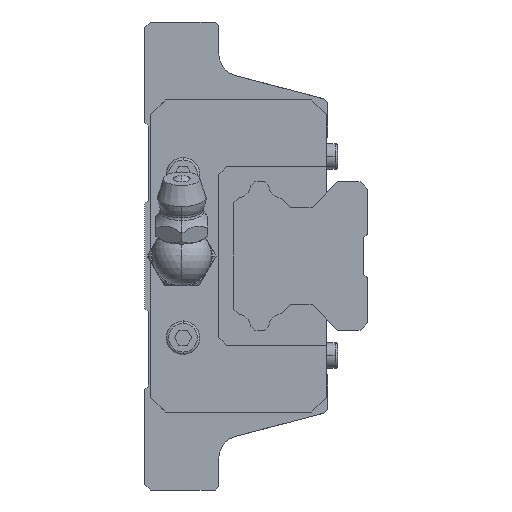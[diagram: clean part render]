
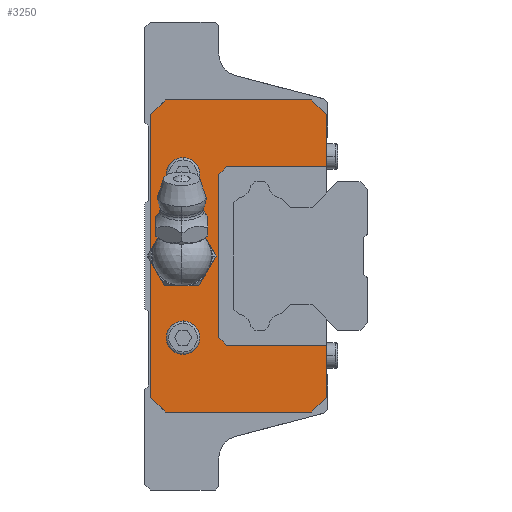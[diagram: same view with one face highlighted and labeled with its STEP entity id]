
A CAD part, left-side view. The second image highlights one B-rep face of the part: STEP entity #3250.
In plain terms, the highlighted planar face has unit normal (-1, 0, 0).
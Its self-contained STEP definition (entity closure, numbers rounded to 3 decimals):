
#1800 = VERTEX_POINT( '', #5265 );
#1864 = VERTEX_POINT( '', #5333 );
#1902 = VERTEX_POINT( '', #5377 );
#1950 = EDGE_CURVE( '', #2042, #3960, #5426, .T. );
#2014 = VERTEX_POINT( '', #5496 );
#2042 = VERTEX_POINT( '', #5525 );
#2124 = VERTEX_POINT( '', #5614 );
#2190 = EDGE_CURVE( '', #3648, #5088, #5692, .T. );
#2316 = EDGE_CURVE( '', #2014, #2680, #5833, .T. );
#2452 = EDGE_CURVE( '', #3254, #5006, #5986, .T. );
#2454 = VERTEX_POINT( '', #5988 );
#2600 = EDGE_CURVE( '', #3960, #4586, #6155, .T. );
#2680 = VERTEX_POINT( '', #6242 );
#2778 = EDGE_CURVE( '', #5006, #3588, #6351, .T. );
#3138 = EDGE_CURVE( '', #1902, #3254, #6748, .T. );
#3156 = EDGE_CURVE( '', #5008, #3552, #6767, .T. );
#3250 = ADVANCED_FACE( '', ( #6869, #6870, #6871, #6872 ), #6873, .F. );
#3254 = VERTEX_POINT( '', #6877 );
#3320 = EDGE_CURVE( '', #3496, #1864, #6949, .T. );
#3496 = VERTEX_POINT( '', #7142 );
#3552 = VERTEX_POINT( '', #7203 );
#3578 = EDGE_CURVE( '', #2680, #2014, #7232, .T. );
#3588 = VERTEX_POINT( '', #7243 );
#3596 = EDGE_CURVE( '', #2454, #1902, #7251, .T. );
#3648 = VERTEX_POINT( '', #7303 );
#3960 = VERTEX_POINT( '', #7648 );
#4028 = EDGE_CURVE( '', #4042, #4586, #7720, .T. );
#4042 = VERTEX_POINT( '', #7734 );
#4164 = EDGE_CURVE( '', #3588, #1800, #7868, .T. );
#4224 = VERTEX_POINT( '', #7931 );
#4344 = EDGE_CURVE( '', #2454, #3496, #8062, .T. );
#4446 = EDGE_CURVE( '', #5088, #4042, #8171, .T. );
#4492 = EDGE_CURVE( '', #1864, #2042, #8224, .T. );
#4586 = VERTEX_POINT( '', #8325 );
#4588 = EDGE_CURVE( '', #1800, #3648, #8327, .T. );
#4750 = EDGE_CURVE( '', #3552, #5008, #8508, .T. );
#4930 = EDGE_CURVE( '', #2124, #4224, #8708, .T. );
#5006 = VERTEX_POINT( '', #8789 );
#5008 = VERTEX_POINT( '', #8791 );
#5088 = VERTEX_POINT( '', #8881 );
#5174 = EDGE_CURVE( '', #4224, #2124, #8972, .T. );
#5265 = CARTESIAN_POINT( '', ( 17., 29.2, 19. ) );
#5333 = CARTESIAN_POINT( '', ( 17., 20., -11. ) );
#5377 = CARTESIAN_POINT( '', ( 17., 5.517, -19. ) );
#5426 = LINE( '', #9341, #9342 );
#5496 = CARTESIAN_POINT( '', ( 17., 28., 0. ) );
#5525 = CARTESIAN_POINT( '', ( 17., 20., 11. ) );
#5614 = CARTESIAN_POINT( '', ( 17., 27.067, -11. ) );
#5692 = LINE( '', #9712, #9713 );
#5833 = CIRCLE( '', #9924, 3. );
#5986 = LINE( '', #10129, #10130 );
#5988 = CARTESIAN_POINT( '', ( 17., 5.517, -12. ) );
#6155 = LINE( '', #10366, #10367 );
#6242 = CARTESIAN_POINT( '', ( 17., 22., 0. ) );
#6351 = LINE( '', #10635, #10636 );
#6748 = LINE( '', #11176, #11177 );
#6767 = CIRCLE( '', #11205, 2.25 );
#6869 = FACE_BOUND( '', #11348, .T. );
#6870 = FACE_BOUND( '', #11349, .T. );
#6871 = FACE_BOUND( '', #11350, .T. );
#6872 = FACE_OUTER_BOUND( '', #11351, .T. );
#6873 = PLANE( '', #11352 );
#6877 = CARTESIAN_POINT( '', ( 17., 7.517, -21. ) );
#6949 = LINE( '', #11453, #11454 );
#7142 = CARTESIAN_POINT( '', ( 17., 19., -12. ) );
#7203 = CARTESIAN_POINT( '', ( 17., 22.567, 11. ) );
#7232 = CIRCLE( '', #11898, 3. );
#7243 = CARTESIAN_POINT( '', ( 17., 29.2, -19. ) );
#7251 = LINE( '', #11927, #11928 );
#7303 = CARTESIAN_POINT( '', ( 17., 27.2, 21. ) );
#7648 = CARTESIAN_POINT( '', ( 17., 19., 12. ) );
#7720 = LINE( '', #12619, #12620 );
#7734 = CARTESIAN_POINT( '', ( 17., 5.517, 19. ) );
#7868 = LINE( '', #12839, #12840 );
#7931 = CARTESIAN_POINT( '', ( 17., 22.567, -11. ) );
#8062 = LINE( '', #13125, #13126 );
#8171 = LINE( '', #13293, #13294 );
#8224 = LINE( '', #13367, #13368 );
#8325 = CARTESIAN_POINT( '', ( 17., 5.517, 12. ) );
#8327 = LINE( '', #13523, #13524 );
#8508 = CIRCLE( '', #13813, 2.25 );
#8708 = CIRCLE( '', #14104, 2.25 );
#8789 = CARTESIAN_POINT( '', ( 17., 27.2, -21. ) );
#8791 = CARTESIAN_POINT( '', ( 17., 27.067, 11. ) );
#8881 = CARTESIAN_POINT( '', ( 17., 7.517, 21. ) );
#8972 = CIRCLE( '', #14524, 2.25 );
#9341 = CARTESIAN_POINT( '', ( 17., 18.75, 12.25 ) );
#9342 = VECTOR( '', #14751, 1. );
#9712 = CARTESIAN_POINT( '', ( 17., 5.859, 21. ) );
#9713 = VECTOR( '', #15063, 1. );
#9924 = AXIS2_PLACEMENT_3D( '', #15245, #15246, #15247 );
#10129 = CARTESIAN_POINT( '', ( 17., 15.6, -21. ) );
#10130 = VECTOR( '', #15442, 1. );
#10366 = CARTESIAN_POINT( '', ( 17., 11.5, 12. ) );
#10367 = VECTOR( '', #15699, 1. );
#10635 = CARTESIAN_POINT( '', ( 17., 27.65, -20.55 ) );
#10636 = VECTOR( '', #15928, 1. );
#11176 = CARTESIAN_POINT( '', ( 17., 0.388, -13.871 ) );
#11177 = VECTOR( '', #16384, 1. );
#11205 = AXIS2_PLACEMENT_3D( '', #16402, #16403, #16404 );
#11348 = EDGE_LOOP( '', ( #16506, #16507 ) );
#11349 = EDGE_LOOP( '', ( #16508, #16509 ) );
#11350 = EDGE_LOOP( '', ( #16510, #16511 ) );
#11351 = EDGE_LOOP( '', ( #16512, #16513, #16514, #16515, #16516, #16517, #16518, #16519, #16520, #16521, #16522, #16523, #16524, #16525 ) );
#11352 = AXIS2_PLACEMENT_3D( '', #16526, #16527, #16528 );
#11453 = CARTESIAN_POINT( '', ( 17., 18.25, -12.75 ) );
#11454 = VECTOR( '', #16615, 1. );
#11898 = AXIS2_PLACEMENT_3D( '', #16906, #16907, #16908 );
#11927 = CARTESIAN_POINT( '', ( 17., 5.517, 8. ) );
#11928 = VECTOR( '', #16926, 1. );
#12619 = CARTESIAN_POINT( '', ( 17., 5.517, 8. ) );
#12620 = VECTOR( '', #17409, 1. );
#12839 = CARTESIAN_POINT( '', ( 17., 29.2, 9.5 ) );
#12840 = VECTOR( '', #17549, 1. );
#13125 = CARTESIAN_POINT( '', ( 17., 4.759, -12. ) );
#13126 = VECTOR( '', #17773, 1. );
#13293 = CARTESIAN_POINT( '', ( 17., 1.388, 14.871 ) );
#13294 = VECTOR( '', #17875, 1. );
#13367 = CARTESIAN_POINT( '', ( 17., 20., -5.5 ) );
#13368 = VECTOR( '', #17943, 1. );
#13523 = CARTESIAN_POINT( '', ( 17., 26.65, 21.55 ) );
#13524 = VECTOR( '', #18051, 1. );
#13813 = AXIS2_PLACEMENT_3D( '', #18268, #18269, #18270 );
#14104 = AXIS2_PLACEMENT_3D( '', #18507, #18508, #18509 );
#14524 = AXIS2_PLACEMENT_3D( '', #18784, #18785, #18786 );
#14751 = DIRECTION( '', ( 0., -0.707, 0.707 ) );
#15063 = DIRECTION( '', ( 0., -1., 0. ) );
#15245 = CARTESIAN_POINT( '', ( 17., 25., 0. ) );
#15246 = DIRECTION( '', ( 1., 0., 0. ) );
#15247 = DIRECTION( '', ( 0., 1., 0. ) );
#15442 = DIRECTION( '', ( 0., 1., 0. ) );
#15699 = DIRECTION( '', ( 0., -1., 0. ) );
#15928 = DIRECTION( '', ( 0., 0.707, 0.707 ) );
#16384 = DIRECTION( '', ( 0., 0.707, -0.707 ) );
#16402 = CARTESIAN_POINT( '', ( 17., 24.817, 11. ) );
#16403 = DIRECTION( '', ( 1., 0., 0. ) );
#16404 = DIRECTION( '', ( 0., 1., 0. ) );
#16506 = ORIENTED_EDGE( '', *, *, #2316, .T. );
#16507 = ORIENTED_EDGE( '', *, *, #3578, .T. );
#16508 = ORIENTED_EDGE( '', *, *, #3156, .T. );
#16509 = ORIENTED_EDGE( '', *, *, #4750, .T. );
#16510 = ORIENTED_EDGE( '', *, *, #4930, .T. );
#16511 = ORIENTED_EDGE( '', *, *, #5174, .T. );
#16512 = ORIENTED_EDGE( '', *, *, #4344, .T. );
#16513 = ORIENTED_EDGE( '', *, *, #3320, .T. );
#16514 = ORIENTED_EDGE( '', *, *, #4492, .T. );
#16515 = ORIENTED_EDGE( '', *, *, #1950, .T. );
#16516 = ORIENTED_EDGE( '', *, *, #2600, .T. );
#16517 = ORIENTED_EDGE( '', *, *, #4028, .F. );
#16518 = ORIENTED_EDGE( '', *, *, #4446, .F. );
#16519 = ORIENTED_EDGE( '', *, *, #2190, .F. );
#16520 = ORIENTED_EDGE( '', *, *, #4588, .F. );
#16521 = ORIENTED_EDGE( '', *, *, #4164, .F. );
#16522 = ORIENTED_EDGE( '', *, *, #2778, .F. );
#16523 = ORIENTED_EDGE( '', *, *, #2452, .F. );
#16524 = ORIENTED_EDGE( '', *, *, #3138, .F. );
#16525 = ORIENTED_EDGE( '', *, *, #3596, .F. );
#16526 = CARTESIAN_POINT( '', ( 17., 4., 0. ) );
#16527 = DIRECTION( '', ( 1., 0., 0. ) );
#16528 = DIRECTION( '', ( 0., 0., -1. ) );
#16615 = DIRECTION( '', ( 0., 0.707, 0.707 ) );
#16906 = CARTESIAN_POINT( '', ( 17., 25., 0. ) );
#16907 = DIRECTION( '', ( 1., 0., 0. ) );
#16908 = DIRECTION( '', ( 0., 1., 0. ) );
#16926 = DIRECTION( '', ( 0., 0., -1. ) );
#17409 = DIRECTION( '', ( 0., 0., -1. ) );
#17549 = DIRECTION( '', ( 0., 0., 1. ) );
#17773 = DIRECTION( '', ( 0., 1., 0. ) );
#17875 = DIRECTION( '', ( 0., -0.707, -0.707 ) );
#17943 = DIRECTION( '', ( 0., 0., 1. ) );
#18051 = DIRECTION( '', ( 0., -0.707, 0.707 ) );
#18268 = CARTESIAN_POINT( '', ( 17., 24.817, 11. ) );
#18269 = DIRECTION( '', ( 1., 0., 0. ) );
#18270 = DIRECTION( '', ( 0., 1., 0. ) );
#18507 = CARTESIAN_POINT( '', ( 17., 24.817, -11. ) );
#18508 = DIRECTION( '', ( 1., 0., 0. ) );
#18509 = DIRECTION( '', ( 0., 1., 0. ) );
#18784 = CARTESIAN_POINT( '', ( 17., 24.817, -11. ) );
#18785 = DIRECTION( '', ( 1., 0., 0. ) );
#18786 = DIRECTION( '', ( 0., 1., 0. ) );
